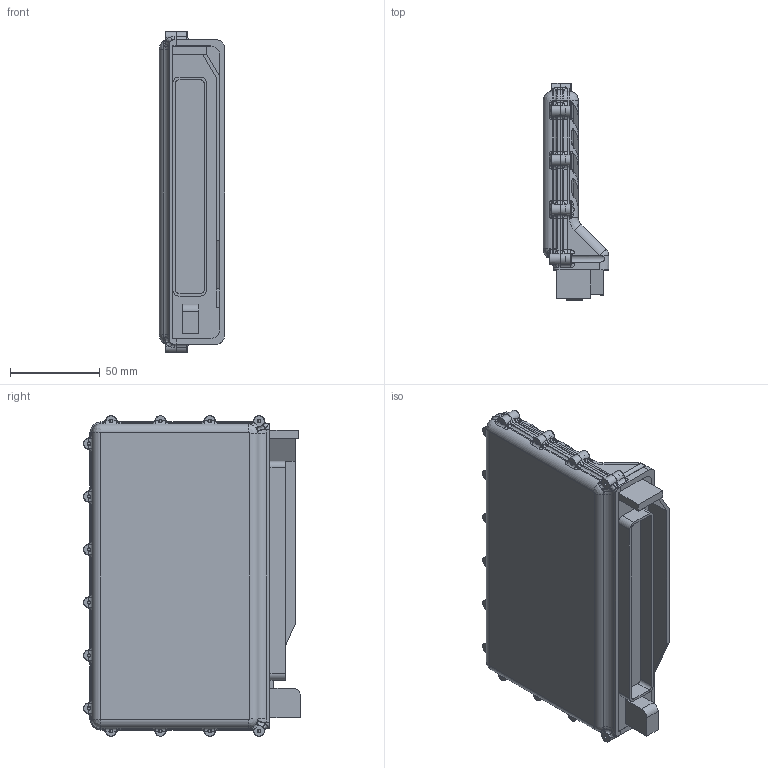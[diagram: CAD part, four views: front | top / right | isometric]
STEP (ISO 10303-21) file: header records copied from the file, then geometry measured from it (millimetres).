
FILE_DESCRIPTION(('CATIA V5 STEP Exchange'),'2;1');
FILE_NAME('Tim''LFR-275-01 F88 ECU - Installation Assembly.stp','2014-01-07T20:57:08+00:00',('none'),('none'),'CATIA Version 5 Release 19 SP 9 (IN-10)','CATIA V5 STEP AP214','none');
FILE_SCHEMA(('AUTOMOTIVE_DESIGN { 1 0 10303 214 1 1 1 1 }'));
Products named in the file (6): LFR-275-01 F88 ECU - Installation Assembly; LFR-268-01 F88 ECU Case - Lid; LFR-269-01 F88 ECU Case - Base; LFR-273-01 F88 Connector - Space Model; Fasteners; ISO 4762 SCREW M2.5x8 STEEL HEXAGON SOCKET HEAD CAP
Assembly tree (18 placements, depth 3):
  LFR-275-01 F88 ECU - Installation Assembly
    LFR-268-01 F88 ECU Case - Lid
    LFR-269-01 F88 ECU Case - Base
    LFR-273-01 F88 Connector - Space Model
    Fasteners
      ISO 4762 SCREW M2.5x8 STEEL HEXAGON SOCKET HEAD CAP  x14
Bounding box: 36.5 x 120.8 x 178.7 mm (x, y, z)
Volume: 371924.9 mm3; surface area: 110293.3 mm2
Topology: 17 solids, 17 shells, 1649 faces, 4000 edges, 2420 vertices
Faces by surface type: cylinder 681, plane 396, bspline 251, revolution 181, cone 84, torus 56
Entity records: 51753 total; most frequent: CARTESIAN_POINT 25400, ORIENTED_EDGE 6102, DIRECTION 3848, EDGE_CURVE 3051, VERTEX_POINT 1822, AXIS2_PLACEMENT_3D 1781, EDGE_LOOP 1311, ADVANCED_FACE 1246
